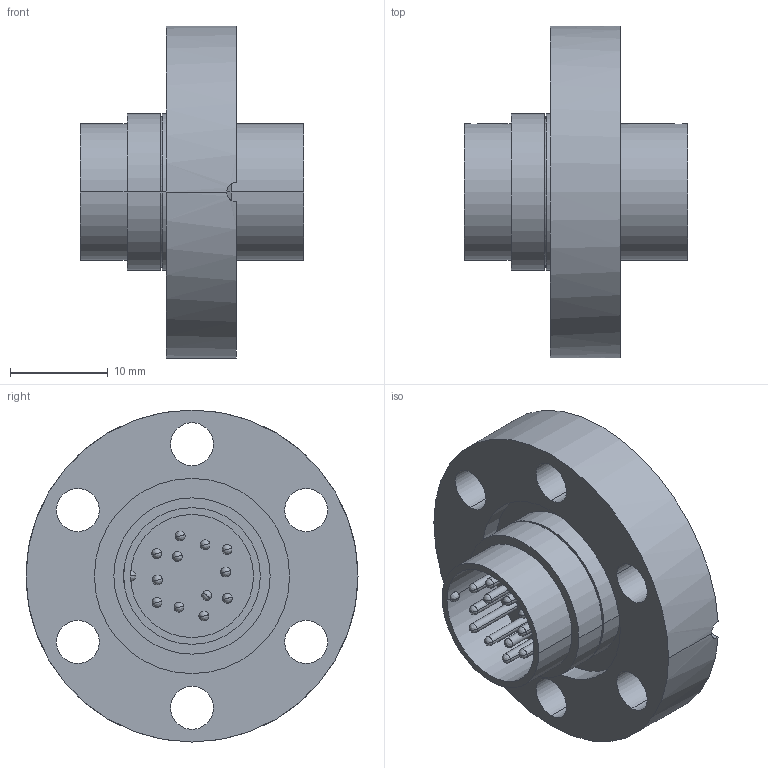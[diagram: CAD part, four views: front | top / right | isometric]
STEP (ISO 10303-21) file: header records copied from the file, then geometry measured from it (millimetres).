
FILE_DESCRIPTION (( 'STEP AP214' ), '1' );
FILE_NAME ('220-CM12-C16.STEP', '2014-07-17T12:01:39', ( '' ), ( '' ), 'SwSTEP 2.0', 'SolidWorks 2014', '' );
FILE_SCHEMA (( 'AUTOMOTIVE_DESIGN' ));
Length unit declared in the file: millimetre
Products named in the file (6): 220-CM12-C16; 9220-CM-GLASS-12-C16_220-CM12-C16; 9220-PIN-FENI_pin vergd; 9220-CM-GLASS12-PLATE_1; 9220-CM-C16-V1011_bearbeitet; 9411-CR-OUT_DN16 CF
Assembly tree (16 placements, depth 3):
  220-CM12-C16
    9411-CR-OUT_DN16 CF
    9220-CM-GLASS-12-C16_220-CM12-C16
      9220-CM-C16-V1011_bearbeitet
      9220-CM-GLASS12-PLATE_1
      9220-PIN-FENI_pin vergd  x12
Bounding box: 22.9 x 34 x 34 mm (x, y, z)
Volume: 5820.6 mm3; surface area: 6778.7 mm2
Topology: 15 solids, 15 shells, 153 faces, 406 edges, 208 vertices
Faces by surface type: cylinder 86, bspline 50, plane 13, cone 4
Entity records: 5317 total; most frequent: CARTESIAN_POINT 1494, DIRECTION 554, ORIENTED_EDGE 498, EDGE_CURVE 249, AXIS2_PLACEMENT_3D 240, VERTEX_POINT 164, EDGE_LOOP 143, CIRCLE 139
